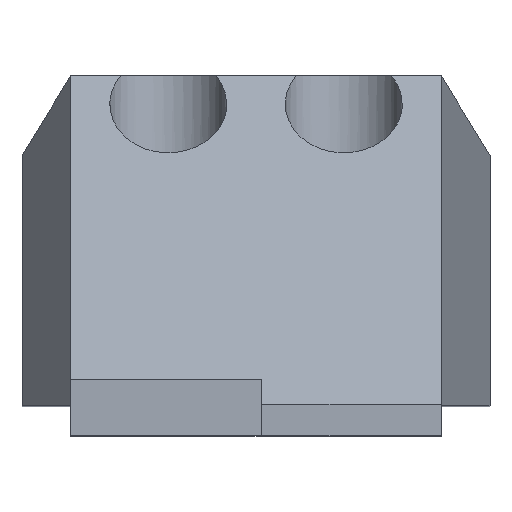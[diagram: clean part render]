
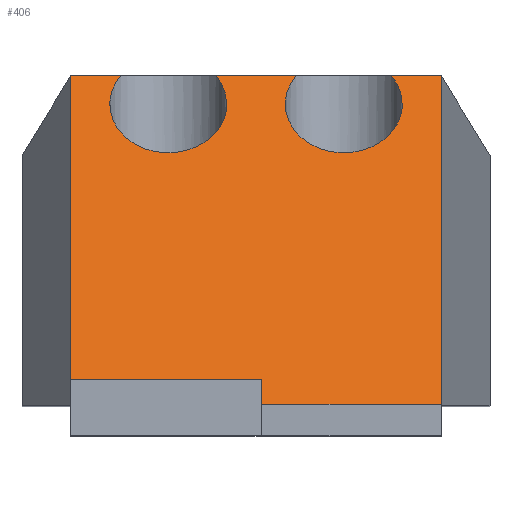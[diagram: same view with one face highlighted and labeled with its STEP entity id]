
A CAD part, top view. The second image highlights one B-rep face of the part: STEP entity #406.
In plain terms, the highlighted planar face has unit normal (0, 0.768, 0.64).
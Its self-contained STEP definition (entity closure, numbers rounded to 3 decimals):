
#19=ELLIPSE('',#443,3.905,3.);
#20=ELLIPSE('',#445,3.905,3.);
#21=ELLIPSE('',#447,3.905,3.);
#22=ELLIPSE('',#449,3.905,3.);
#48=FACE_OUTER_BOUND('',#71,.T.);
#71=EDGE_LOOP('',(#329,#330,#331,#332,#333,#334,#335,#336,#337,#338,#339,
#340));
#95=LINE('',#611,#139);
#96=LINE('',#615,#140);
#97=LINE('',#619,#141);
#99=LINE('',#623,#143);
#112=LINE('',#662,#156);
#116=LINE('',#670,#160);
#117=LINE('',#672,#161);
#118=LINE('',#673,#162);
#139=VECTOR('',#491,10.);
#140=VECTOR('',#494,10.);
#141=VECTOR('',#497,10.);
#143=VECTOR('',#501,10.);
#156=VECTOR('',#544,10.);
#160=VECTOR('',#550,10.);
#161=VECTOR('',#551,10.);
#162=VECTOR('',#552,10.);
#180=VERTEX_POINT('',#608);
#181=VERTEX_POINT('',#610);
#182=VERTEX_POINT('',#612);
#183=VERTEX_POINT('',#614);
#184=VERTEX_POINT('',#616);
#185=VERTEX_POINT('',#618);
#186=VERTEX_POINT('',#622);
#190=VERTEX_POINT('',#632);
#192=VERTEX_POINT('',#639);
#197=VERTEX_POINT('',#661);
#200=VERTEX_POINT('',#669);
#201=VERTEX_POINT('',#671);
#219=EDGE_CURVE('',#180,#181,#95,.T.);
#221=EDGE_CURVE('',#182,#183,#96,.T.);
#223=EDGE_CURVE('',#184,#185,#97,.T.);
#225=EDGE_CURVE('',#186,#180,#99,.T.);
#230=EDGE_CURVE('',#181,#190,#19,.T.);
#233=EDGE_CURVE('',#190,#182,#20,.T.);
#234=EDGE_CURVE('',#183,#192,#21,.T.);
#237=EDGE_CURVE('',#192,#184,#22,.T.);
#245=EDGE_CURVE('',#185,#197,#112,.T.);
#249=EDGE_CURVE('',#186,#200,#116,.T.);
#250=EDGE_CURVE('',#200,#201,#117,.T.);
#251=EDGE_CURVE('',#201,#197,#118,.T.);
#329=ORIENTED_EDGE('',*,*,#225,.F.);
#330=ORIENTED_EDGE('',*,*,#249,.T.);
#331=ORIENTED_EDGE('',*,*,#250,.T.);
#332=ORIENTED_EDGE('',*,*,#251,.T.);
#333=ORIENTED_EDGE('',*,*,#245,.F.);
#334=ORIENTED_EDGE('',*,*,#223,.F.);
#335=ORIENTED_EDGE('',*,*,#237,.F.);
#336=ORIENTED_EDGE('',*,*,#234,.F.);
#337=ORIENTED_EDGE('',*,*,#221,.F.);
#338=ORIENTED_EDGE('',*,*,#233,.F.);
#339=ORIENTED_EDGE('',*,*,#230,.F.);
#340=ORIENTED_EDGE('',*,*,#219,.F.);
#386=PLANE('',#457);
#406=ADVANCED_FACE('',(#48),#386,.T.);
#443=AXIS2_PLACEMENT_3D('',#633,#508,#509);
#445=AXIS2_PLACEMENT_3D('',#637,#513,#514);
#447=AXIS2_PLACEMENT_3D('',#640,#517,#518);
#449=AXIS2_PLACEMENT_3D('',#644,#522,#523);
#457=AXIS2_PLACEMENT_3D('',#668,#548,#549);
#491=DIRECTION('',(1.,0.,0.));
#494=DIRECTION('',(1.,0.,0.));
#497=DIRECTION('',(1.,0.,0.));
#501=DIRECTION('',(0.,0.64,-0.768));
#508=DIRECTION('center_axis',(0.,0.768,0.64));
#509=DIRECTION('ref_axis',(0.,-0.64,0.768));
#513=DIRECTION('center_axis',(0.,0.768,0.64));
#514=DIRECTION('ref_axis',(0.,-0.64,0.768));
#517=DIRECTION('center_axis',(0.,0.768,0.64));
#518=DIRECTION('ref_axis',(0.,-0.64,0.768));
#522=DIRECTION('center_axis',(0.,0.768,0.64));
#523=DIRECTION('ref_axis',(0.,-0.64,0.768));
#544=DIRECTION('',(0.,-0.64,0.768));
#548=DIRECTION('center_axis',(0.,0.768,0.64));
#549=DIRECTION('ref_axis',(0.,-0.64,0.768));
#550=DIRECTION('',(1.,0.,0.));
#551=DIRECTION('',(0.,-0.64,0.768));
#552=DIRECTION('',(1.,0.,0.));
#608=CARTESIAN_POINT('',(-19.,18.5,3.24));
#610=CARTESIAN_POINT('',(-16.429,18.5,3.24));
#611=CARTESIAN_POINT('',(-14.25,18.5,3.24));
#612=CARTESIAN_POINT('',(-11.571,18.5,3.24));
#614=CARTESIAN_POINT('',(-7.429,18.5,3.24));
#615=CARTESIAN_POINT('',(-14.25,18.5,3.24));
#616=CARTESIAN_POINT('',(-2.571,18.5,3.24));
#618=CARTESIAN_POINT('',(0.,18.5,3.24));
#619=CARTESIAN_POINT('',(-14.25,18.5,3.24));
#622=CARTESIAN_POINT('',(-19.,2.867,22.));
#623=CARTESIAN_POINT('',(-19.,18.197,3.603));
#632=CARTESIAN_POINT('',(-11.,17.033,5.));
#633=CARTESIAN_POINT('Origin',(-14.,17.033,5.));
#637=CARTESIAN_POINT('Origin',(-14.,17.033,5.));
#639=CARTESIAN_POINT('',(-2.,17.033,5.));
#640=CARTESIAN_POINT('Origin',(-5.,17.033,5.));
#644=CARTESIAN_POINT('Origin',(-5.,17.033,5.));
#661=CARTESIAN_POINT('',(0.,1.617,23.5));
#662=CARTESIAN_POINT('',(0.,0.,25.44));
#668=CARTESIAN_POINT('Origin',(-19.,21.2,0.));
#669=CARTESIAN_POINT('',(-9.2,2.867,22.));
#670=CARTESIAN_POINT('',(-19.,2.867,22.));
#671=CARTESIAN_POINT('',(-9.2,1.617,23.5));
#672=CARTESIAN_POINT('',(-9.2,11.519,11.617));
#673=CARTESIAN_POINT('',(-9.5,1.617,23.5));
